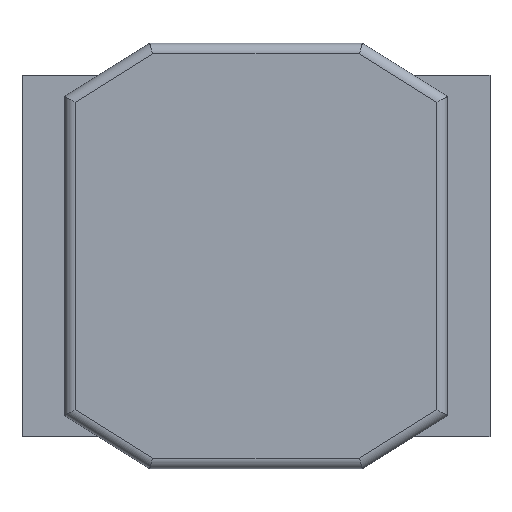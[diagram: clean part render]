
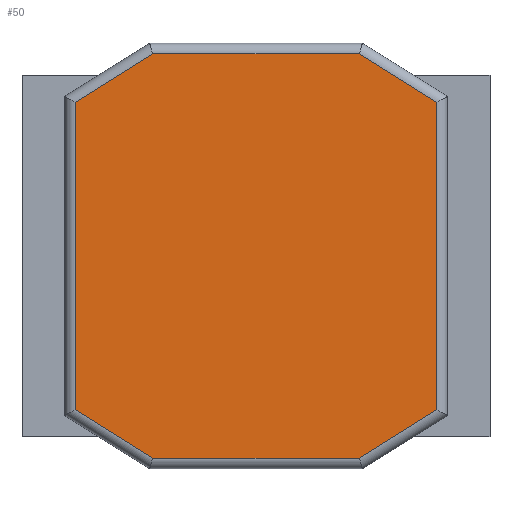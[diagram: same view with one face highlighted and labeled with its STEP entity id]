
A CAD part, front view. The second image highlights one B-rep face of the part: STEP entity #50.
In plain terms, the highlighted planar face has unit normal (0, -1, 0).
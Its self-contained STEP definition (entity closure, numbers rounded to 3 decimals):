
#50=ADVANCED_FACE('',(#99),#100,.F.);
#99=FACE_OUTER_BOUND('',#189,.T.);
#100=PLANE('',#190);
#189=EDGE_LOOP('',(#299,#300,#301,#302,#303,#304,#305,#306));
#190=AXIS2_PLACEMENT_3D('',#307,#308,#309);
#299=ORIENTED_EDGE('',*,*,#643,.T.);
#300=ORIENTED_EDGE('',*,*,#644,.T.);
#301=ORIENTED_EDGE('',*,*,#645,.T.);
#302=ORIENTED_EDGE('',*,*,#646,.T.);
#303=ORIENTED_EDGE('',*,*,#647,.T.);
#304=ORIENTED_EDGE('',*,*,#648,.T.);
#305=ORIENTED_EDGE('',*,*,#649,.T.);
#306=ORIENTED_EDGE('',*,*,#650,.T.);
#307=CARTESIAN_POINT('',(0.0,0.0,0.0));
#308=DIRECTION('',(-0.0,1.0,0.0));
#309=DIRECTION('',(1.0,0.0,0.0));
#643=EDGE_CURVE('',#771,#772,#773,.T.);
#644=EDGE_CURVE('',#772,#774,#775,.T.);
#645=EDGE_CURVE('',#774,#776,#777,.T.);
#646=EDGE_CURVE('',#776,#778,#779,.T.);
#647=EDGE_CURVE('',#778,#780,#781,.T.);
#648=EDGE_CURVE('',#780,#782,#783,.T.);
#649=EDGE_CURVE('',#782,#784,#785,.T.);
#650=EDGE_CURVE('',#784,#771,#786,.T.);
#771=VERTEX_POINT('',#963);
#772=VERTEX_POINT('',#964);
#773=LINE('',#965,#966);
#774=VERTEX_POINT('',#967);
#775=LINE('',#968,#969);
#776=VERTEX_POINT('',#970);
#777=LINE('',#971,#972);
#778=VERTEX_POINT('',#973);
#779=LINE('',#974,#975);
#780=VERTEX_POINT('',#976);
#781=LINE('',#977,#978);
#782=VERTEX_POINT('',#979);
#783=LINE('',#980,#981);
#784=VERTEX_POINT('',#982);
#785=LINE('',#983,#984);
#786=LINE('',#985,#986);
#963=CARTESIAN_POINT('',(0.971,0.0,-1.9));
#964=CARTESIAN_POINT('',(1.7,0.0,-1.445));
#965=CARTESIAN_POINT('',(0.971,0.0,-1.9));
#966=VECTOR('',#1315,0.859);
#967=CARTESIAN_POINT('',(1.7,0.0,1.445));
#968=CARTESIAN_POINT('',(1.7,0.0,-1.445));
#969=VECTOR('',#1316,2.889);
#970=CARTESIAN_POINT('',(0.971,0.0,1.9));
#971=CARTESIAN_POINT('',(1.7,0.0,1.445));
#972=VECTOR('',#1317,0.859);
#973=CARTESIAN_POINT('',(-0.971,0.0,1.9));
#974=CARTESIAN_POINT('',(0.971,0.0,1.9));
#975=VECTOR('',#1318,1.943);
#976=CARTESIAN_POINT('',(-1.7,0.0,1.445));
#977=CARTESIAN_POINT('',(-0.971,0.0,1.9));
#978=VECTOR('',#1319,0.859);
#979=CARTESIAN_POINT('',(-1.7,0.0,-1.445));
#980=CARTESIAN_POINT('',(-1.7,0.0,1.445));
#981=VECTOR('',#1320,2.889);
#982=CARTESIAN_POINT('',(-0.971,0.0,-1.9));
#983=CARTESIAN_POINT('',(-1.7,0.0,-1.445));
#984=VECTOR('',#1321,0.859);
#985=CARTESIAN_POINT('',(-0.971,0.0,-1.9));
#986=VECTOR('',#1322,1.943);
#1315=DIRECTION('',(0.848,0.0,0.53));
#1316=DIRECTION('',(0.0,0.0,1.0));
#1317=DIRECTION('',(-0.848,0.0,0.53));
#1318=DIRECTION('',(-1.0,0.0,0.0));
#1319=DIRECTION('',(-0.848,0.0,-0.53));
#1320=DIRECTION('',(0.0,0.0,-1.0));
#1321=DIRECTION('',(0.848,0.0,-0.53));
#1322=DIRECTION('',(1.0,0.0,0.0));
